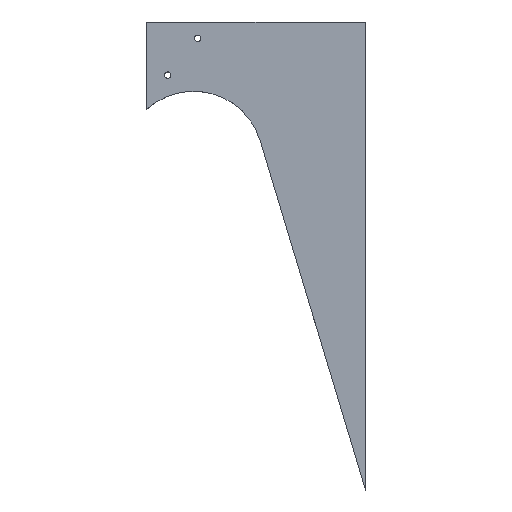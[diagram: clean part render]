
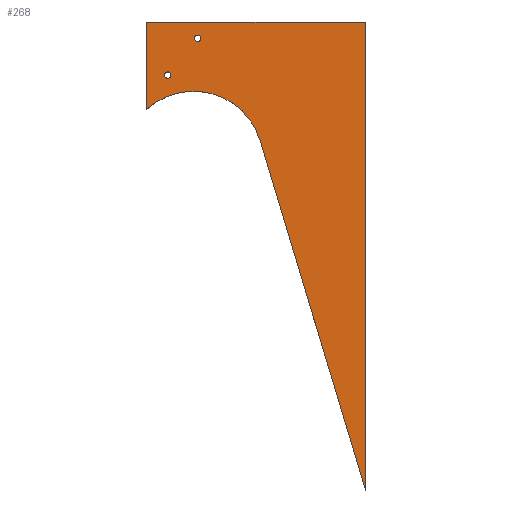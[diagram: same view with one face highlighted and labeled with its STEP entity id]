
A CAD part, top view. The second image highlights one B-rep face of the part: STEP entity #268.
In plain terms, the highlighted planar face has unit normal (0, 0, 1).
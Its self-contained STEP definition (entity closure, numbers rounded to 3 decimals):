
#18=FACE_BOUND('',#68,.T.);
#19=FACE_BOUND('',#69,.T.);
#29=PLANE('',#313);
#47=FACE_OUTER_BOUND('',#67,.T.);
#67=EDGE_LOOP('',(#225,#226,#227,#228,#229));
#68=EDGE_LOOP('',(#230));
#69=EDGE_LOOP('',(#231));
#81=LINE('',#437,#100);
#86=LINE('',#452,#105);
#90=LINE('',#464,#109);
#91=LINE('',#465,#110);
#100=VECTOR('',#362,10.);
#105=VECTOR('',#377,10.);
#109=VECTOR('',#389,10.);
#110=VECTOR('',#390,10.);
#114=CIRCLE('',#287,1.4);
#116=CIRCLE('',#290,1.4);
#126=CIRCLE('',#312,30.2);
#127=VERTEX_POINT('',#402);
#129=VERTEX_POINT('',#408);
#137=VERTEX_POINT('',#435);
#138=VERTEX_POINT('',#436);
#143=VERTEX_POINT('',#451);
#146=VERTEX_POINT('',#459);
#147=VERTEX_POINT('',#463);
#149=EDGE_CURVE('',#127,#127,#114,.T.);
#152=EDGE_CURVE('',#129,#129,#116,.T.);
#164=EDGE_CURVE('',#137,#138,#81,.T.);
#171=EDGE_CURVE('',#143,#138,#86,.T.);
#176=EDGE_CURVE('',#137,#146,#126,.T.);
#177=EDGE_CURVE('',#146,#147,#90,.T.);
#178=EDGE_CURVE('',#147,#143,#91,.T.);
#225=ORIENTED_EDGE('',*,*,#176,.T.);
#226=ORIENTED_EDGE('',*,*,#177,.T.);
#227=ORIENTED_EDGE('',*,*,#178,.T.);
#228=ORIENTED_EDGE('',*,*,#171,.T.);
#229=ORIENTED_EDGE('',*,*,#164,.F.);
#230=ORIENTED_EDGE('',*,*,#149,.T.);
#231=ORIENTED_EDGE('',*,*,#152,.T.);
#268=ADVANCED_FACE('',(#47,#18,#19),#29,.T.);
#287=AXIS2_PLACEMENT_3D('',#403,#321,#322);
#290=AXIS2_PLACEMENT_3D('',#409,#328,#329);
#312=AXIS2_PLACEMENT_3D('',#461,#385,#386);
#313=AXIS2_PLACEMENT_3D('',#462,#387,#388);
#321=DIRECTION('center_axis',(0.,0.,-1.));
#322=DIRECTION('ref_axis',(0.,-1.,0.));
#328=DIRECTION('center_axis',(0.,0.,-1.));
#329=DIRECTION('ref_axis',(0.,-1.,0.));
#362=DIRECTION('',(0.,1.,0.));
#377=DIRECTION('',(-1.,0.,0.));
#385=DIRECTION('center_axis',(0.,0.,-1.));
#386=DIRECTION('ref_axis',(0.957,0.289,0.));
#387=DIRECTION('center_axis',(0.,0.,1.));
#388=DIRECTION('ref_axis',(1.,0.,0.));
#389=DIRECTION('',(0.289,-0.957,0.));
#390=DIRECTION('',(0.,1.,0.));
#402=CARTESIAN_POINT('',(31.657,308.596,12.7));
#403=CARTESIAN_POINT('Origin',(31.657,307.196,12.7));
#408=CARTESIAN_POINT('',(44.657,324.596,12.7));
#409=CARTESIAN_POINT('Origin',(44.657,323.196,12.7));
#435=CARTESIAN_POINT('',(22.476,292.246,12.7));
#436=CARTESIAN_POINT('',(22.476,330.3,12.7));
#437=CARTESIAN_POINT('',(22.476,320.787,12.7));
#451=CARTESIAN_POINT('',(117.576,330.3,12.7));
#452=CARTESIAN_POINT('',(117.576,330.3,12.7));
#459=CARTESIAN_POINT('',(71.815,278.716,12.7));
#461=CARTESIAN_POINT('Origin',(42.9,270.,12.7));
#462=CARTESIAN_POINT('Origin',(-14.161,185.4,12.7));
#463=CARTESIAN_POINT('',(117.576,126.9,12.7));
#464=CARTESIAN_POINT('',(143.159,42.025,12.7));
#465=CARTESIAN_POINT('',(117.576,126.9,12.7));
